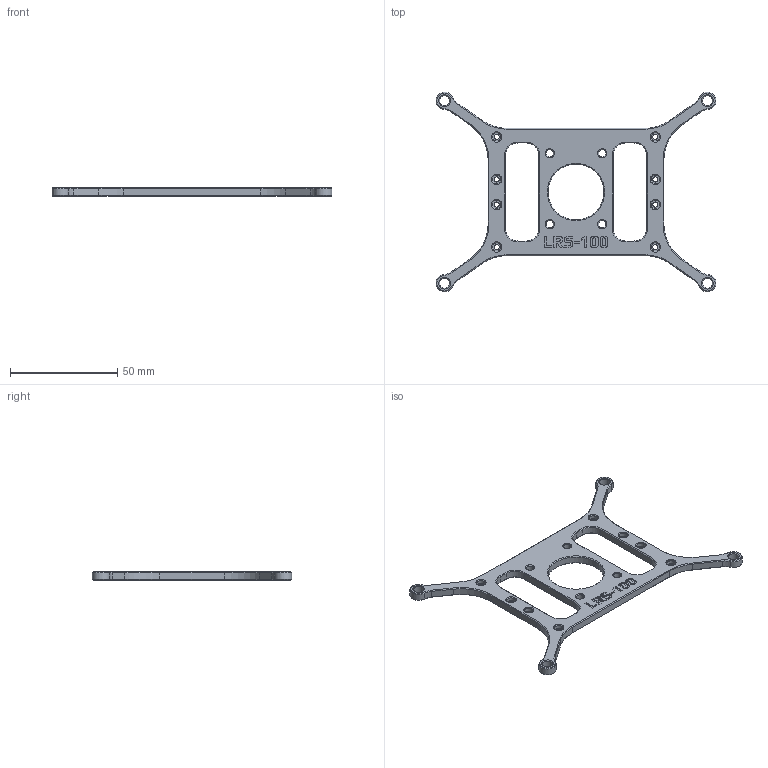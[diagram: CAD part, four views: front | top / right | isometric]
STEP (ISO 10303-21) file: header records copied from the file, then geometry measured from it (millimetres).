
FILE_DESCRIPTION(/* description */ (''),/* implementation_level */ '2;1');
FILE_NAME(/* name */ 'MW_LRS-100.step',/* time_stamp */ '2023-03-02T20:53:16-08:00',/* author */ (''),/* organization */ (''),/* preprocessor_version */ 'ST-DEVELOPER v19.2',/* originating_system */ 'Autodesk Translation Framework v11.17.0.187',/* authorisation */ '');
FILE_SCHEMA (('AUTOMOTIVE_DESIGN { 1 0 10303 214 3 1 1 }'));
Length unit declared in the file: millimetre
Products named in the file (1): LRS-100
Bounding box: 130.47 x 92.98 x 4 mm (x, y, z)
Volume: 13774.9 mm3; surface area: 10642 mm2
Topology: 1 solids, 1 shells, 359 faces, 887 edges, 548 vertices
Faces by surface type: plane 126, bspline 90, cone 90, cylinder 53
Full cylindrical faces by diameter (mm): 2.4 x8, 3.5 x4, 4 x8, 4.7 x4, 26 x1
Entity records: 11426 total; most frequent: CARTESIAN_POINT 3325, ORIENTED_EDGE 1774, DIRECTION 1443, EDGE_CURVE 887, VERTEX_POINT 548, LINE 511, VECTOR 511, AXIS2_PLACEMENT_3D 466
